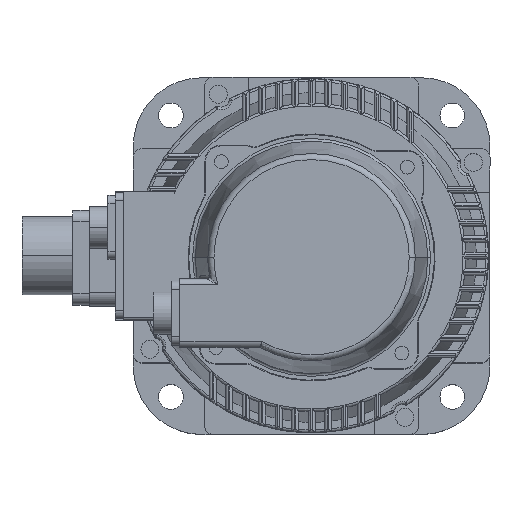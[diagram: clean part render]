
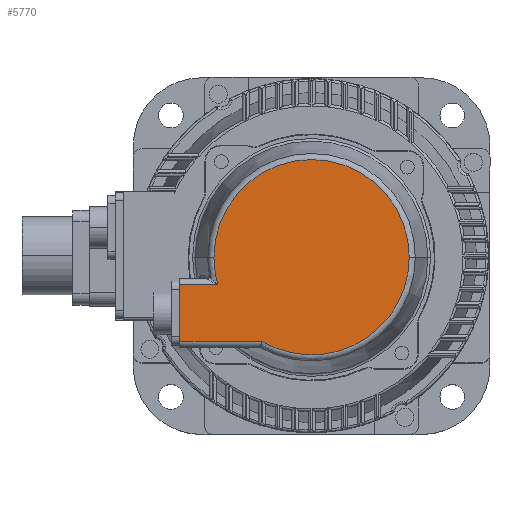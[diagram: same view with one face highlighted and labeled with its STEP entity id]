
A CAD part, top view. The second image highlights one B-rep face of the part: STEP entity #5770.
In plain terms, the highlighted face is planar.
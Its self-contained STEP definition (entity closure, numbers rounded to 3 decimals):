
#963 = FACE_OUTER_BOUND ( 'NONE', #23446, .T. ) ;
#1147 = ORIENTED_EDGE ( 'NONE', *, *, #17124, .T. ) ;
#2656 = DIRECTION ( 'NONE',  ( 1., 0., 0. ) ) ;
#2850 = PLANE ( 'NONE',  #13447 ) ;
#2877 = CARTESIAN_POINT ( 'NONE',  ( 30.604, 0., 0. ) ) ;
#3874 = VERTEX_POINT ( 'NONE', #23165 ) ;
#3903 = CIRCLE ( 'NONE', #21952, 35.574 ) ;
#4202 = CARTESIAN_POINT ( 'NONE',  ( 10.104, 0., -48. ) ) ;
#4280 = CIRCLE ( 'NONE', #18304, 35.574 ) ;
#5291 = CARTESIAN_POINT ( 'NONE',  ( 10.104, 0., -34.109 ) ) ;
#5770 = ADVANCED_FACE ( 'NONE', ( #963 ), #2850, .T. ) ;
#6981 = VERTEX_POINT ( 'NONE', #25161 ) ;
#7113 = DIRECTION ( 'NONE',  ( 0., -1., 0. ) ) ;
#7293 = EDGE_CURVE ( 'NONE', #8569, #29579, #11274, .T. ) ;
#7537 = LINE ( 'NONE', #14455, #19953 ) ;
#8220 = CARTESIAN_POINT ( 'NONE',  ( 0., 0., 0. ) ) ;
#8569 = VERTEX_POINT ( 'NONE', #14958 ) ;
#9002 = DIRECTION ( 'NONE',  ( 0., 0., -1. ) ) ;
#9910 = ORIENTED_EDGE ( 'NONE', *, *, #19974, .T. ) ;
#9923 = CARTESIAN_POINT ( 'NONE',  ( 0., 0., 0. ) ) ;
#10035 = LINE ( 'NONE', #12091, #27450 ) ;
#10062 = DIRECTION ( 'NONE',  ( 0., -1., 0. ) ) ;
#10271 = AXIS2_PLACEMENT_3D ( 'NONE', #8220, #7113, #9002 ) ;
#11274 = CIRCLE ( 'NONE', #10271, 35.574 ) ;
#11924 = VERTEX_POINT ( 'NONE', #4202 ) ;
#12091 = CARTESIAN_POINT ( 'NONE',  ( 7.854, 0., -48. ) ) ;
#13447 = AXIS2_PLACEMENT_3D ( 'NONE', #19790, #10062, #15407 ) ;
#14128 = ORIENTED_EDGE ( 'NONE', *, *, #20138, .T. ) ;
#14455 = CARTESIAN_POINT ( 'NONE',  ( 10.104, 0., 0. ) ) ;
#14938 = ORIENTED_EDGE ( 'NONE', *, *, #24218, .T. ) ;
#14958 = CARTESIAN_POINT ( 'NONE',  ( 0., 0., -35.574 ) ) ;
#15407 = DIRECTION ( 'NONE',  ( 0., 0., -1. ) ) ;
#15884 = CARTESIAN_POINT ( 'NONE',  ( 0., 0., 0. ) ) ;
#16571 = ORIENTED_EDGE ( 'NONE', *, *, #30537, .T. ) ;
#17124 = EDGE_CURVE ( 'NONE', #11924, #3874, #10035, .T. ) ;
#18304 = AXIS2_PLACEMENT_3D ( 'NONE', #9923, #24081, #29118 ) ;
#18877 = VERTEX_POINT ( 'NONE', #23708 ) ;
#19790 = CARTESIAN_POINT ( 'NONE',  ( 37.5, 0., 0. ) ) ;
#19953 = VECTOR ( 'NONE', #24334, 1000. ) ;
#19974 = EDGE_CURVE ( 'NONE', #3874, #18877, #20241, .T. ) ;
#20138 = EDGE_CURVE ( 'NONE', #29579, #11924, #7537, .T. ) ;
#20241 = LINE ( 'NONE', #2877, #29042 ) ;
#21952 = AXIS2_PLACEMENT_3D ( 'NONE', #15884, #30052, #27672 ) ;
#23165 = CARTESIAN_POINT ( 'NONE',  ( 30.604, 0., -48. ) ) ;
#23446 = EDGE_LOOP ( 'NONE', ( #16571, #14938, #30086, #14128, #1147, #9910 ) ) ;
#23708 = CARTESIAN_POINT ( 'NONE',  ( 30.604, 0., -18.136 ) ) ;
#24081 = DIRECTION ( 'NONE',  ( 0., -1., 0. ) ) ;
#24218 = EDGE_CURVE ( 'NONE', #6981, #8569, #4280, .T. ) ;
#24334 = DIRECTION ( 'NONE',  ( 0., 0., -1. ) ) ;
#25161 = CARTESIAN_POINT ( 'NONE',  ( 0., 0., 35.574 ) ) ;
#27450 = VECTOR ( 'NONE', #2656, 1000. ) ;
#27672 = DIRECTION ( 'NONE',  ( 0., 0., -1. ) ) ;
#29042 = VECTOR ( 'NONE', #29880, 1000. ) ;
#29118 = DIRECTION ( 'NONE',  ( 0., 0., -1. ) ) ;
#29579 = VERTEX_POINT ( 'NONE', #5291 ) ;
#29880 = DIRECTION ( 'NONE',  ( 0., 0., 1. ) ) ;
#30052 = DIRECTION ( 'NONE',  ( 0., -1., 0. ) ) ;
#30086 = ORIENTED_EDGE ( 'NONE', *, *, #7293, .T. ) ;
#30537 = EDGE_CURVE ( 'NONE', #18877, #6981, #3903, .T. ) ;
